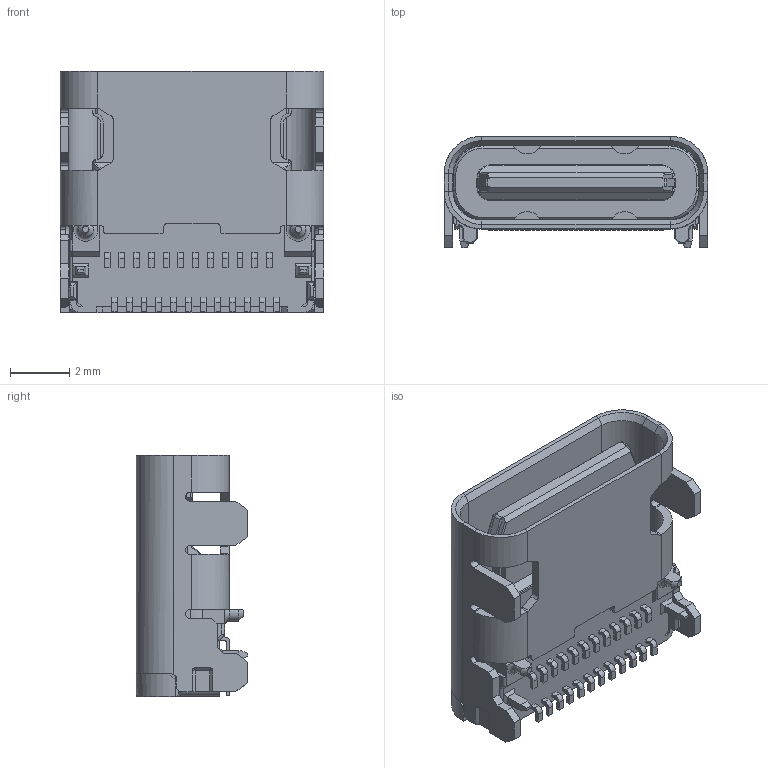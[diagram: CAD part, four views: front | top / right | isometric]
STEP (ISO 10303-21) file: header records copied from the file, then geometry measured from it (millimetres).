
FILE_DESCRIPTION (( 'STEP AP203' ), '1' );
FILE_NAME ('K3D-DX07S024JJ2-V1_JAE_Proprietary.step', '2022-10-07T02:38:34', ( '' ), ( '' ), 'SwSTEP 2.0', 'SolidWorks 2021', '' );
FILE_SCHEMA (( 'CONFIG_CONTROL_DESIGN' ));
Length unit declared in the file: millimetre
Products named in the file (1): K3D-DX07S024JJ2-V1_JAE_Proprietary
Bounding box: 8.94 x 3.77 x 8.17 mm (x, y, z)
Volume: 134.2 mm3; surface area: 475.3 mm2
Topology: 1 solids, 1 shells, 862 faces, 2397 edges, 1523 vertices
Faces by surface type: plane 559, cylinder 230, cone 33, bspline 14, torus 14, sphere 12
Entity records: 28307 total; most frequent: CARTESIAN_POINT 6267, ORIENTED_EDGE 4762, DIRECTION 4370, EDGE_CURVE 2381, VECTOR 1766, LINE 1766, VERTEX_POINT 1523, AXIS2_PLACEMENT_3D 1302
